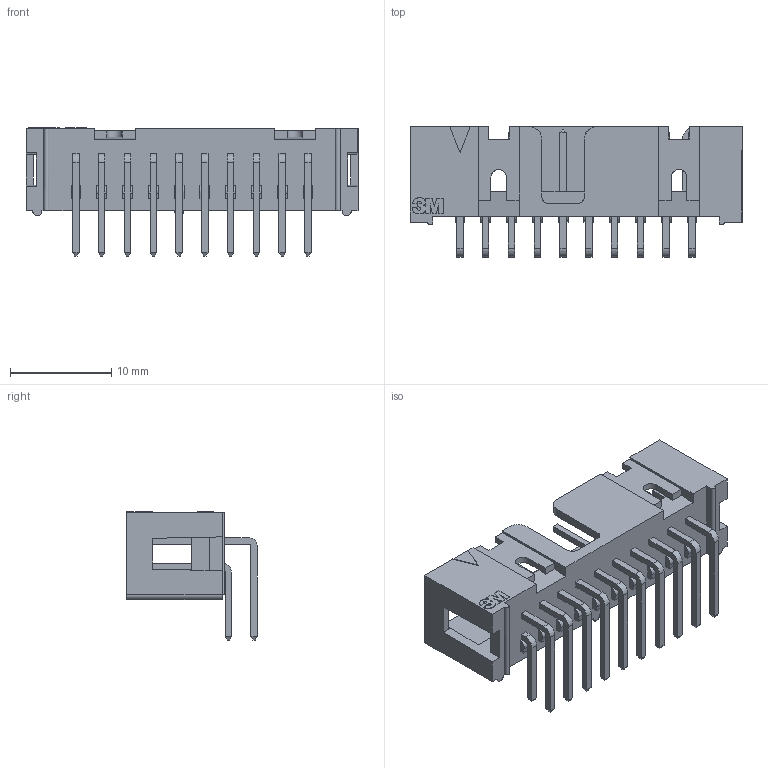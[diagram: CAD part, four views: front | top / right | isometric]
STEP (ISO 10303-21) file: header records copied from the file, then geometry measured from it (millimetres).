
FILE_DESCRIPTION((''),'2;1');
FILE_NAME('3M_N2520-5002RB.stp','2010-03-09T12:22:46',(''),(''),'Mechanical Desktop 2010','Mechanical Desktop 2010',', , ');
FILE_SCHEMA(('AUTOMOTIVE_DESIGN { 1 2 10303 214 1 1 1 1 }'));
Length unit declared in the file: millimetre
Products named in the file (1): Product
Bounding box: 32.72 x 12.85 x 12.61 mm (x, y, z)
Volume: 1048.1 mm3; surface area: 2542.2 mm2
Topology: 51 solids, 51 shells, 676 faces, 1582 edges, 1002 vertices
Faces by surface type: plane 597, cylinder 75, bspline 4
Entity records: 19418 total; most frequent: CARTESIAN_POINT 4731, ORIENTED_EDGE 3164, DIRECTION 2608, EDGE_CURVE 1582, VECTOR 1062, LINE 1062, VERTEX_POINT 1002, AXIS2_PLACEMENT_3D 773
